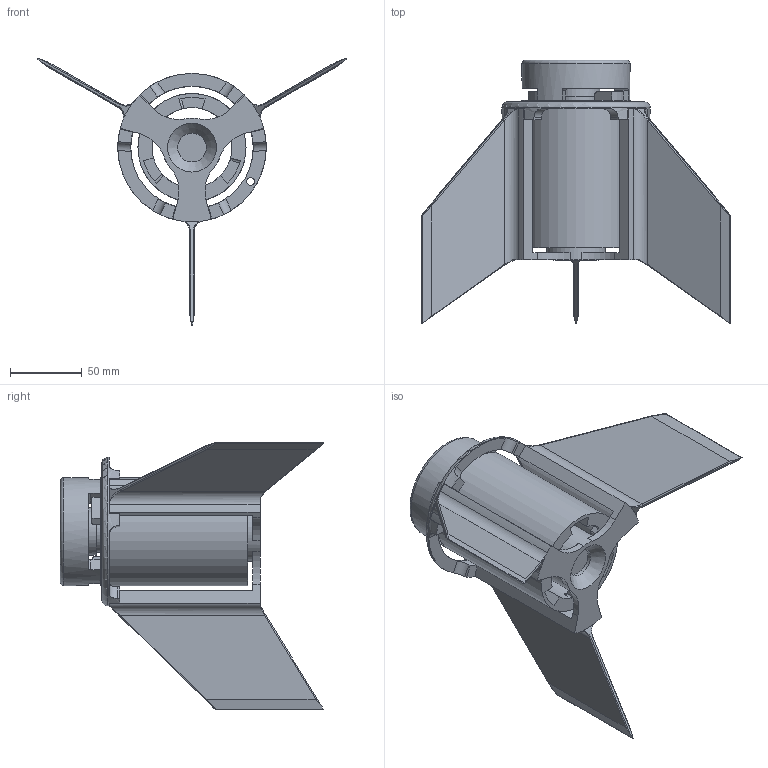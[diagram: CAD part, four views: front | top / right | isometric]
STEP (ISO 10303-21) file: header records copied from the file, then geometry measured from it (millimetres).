
FILE_DESCRIPTION(/* description */ (''),/* implementation_level */ '2;1');
FILE_NAME(/* name */ 'LatchMech v2.step',/* time_stamp */ '2023-09-28T22:51:34-04:00',/* author */ (''),/* organization */ (''),/* preprocessor_version */ 'ST-DEVELOPER v20',/* originating_system */ 'Autodesk Translation Framework v12.14.0.127',/* authorisation */ '');
FILE_SCHEMA (('AUTOMOTIVE_DESIGN { 1 0 10303 214 3 1 1 }'));
Length unit declared in the file: millimetre
Products named in the file (2): LatchMech; Estes_F15-4_Motor
Assembly tree (1 placements, depth 2):
  LatchMech
    Estes_F15-4_Motor
Bounding box: 214.54 x 183.28 x 185.86 mm (x, y, z)
Volume: 533522.5 mm3; surface area: 181696.1 mm2
Topology: 5 solids, 5 shells, 288 faces, 815 edges, 530 vertices
Faces by surface type: plane 125, cylinder 120, bspline 23, torus 17, cone 3
Full cylindrical faces by diameter (mm): 5.463 x1, 20 x2, 29 x3, 33 x1, 41 x1, 75.2 x2, 85.2 x1, 103.2 x1
Entity records: 10733 total; most frequent: CARTESIAN_POINT 3173, ORIENTED_EDGE 1624, DIRECTION 1538, EDGE_CURVE 812, AXIS2_PLACEMENT_3D 568, VERTEX_POINT 530, LINE 402, VECTOR 402
